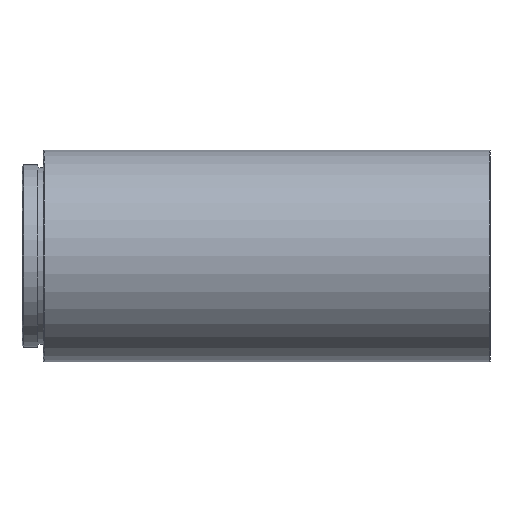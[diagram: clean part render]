
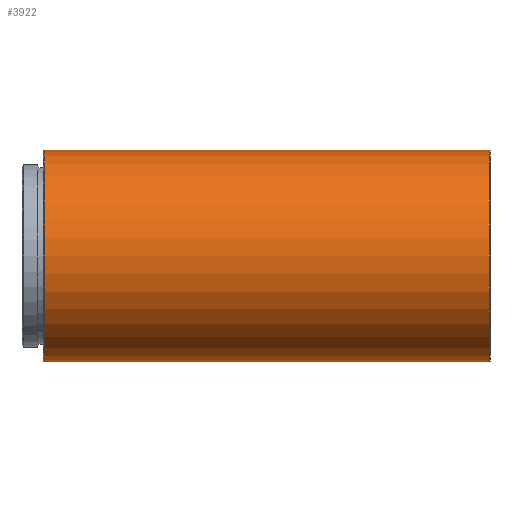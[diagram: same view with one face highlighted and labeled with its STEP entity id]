
A CAD part, front view. The second image highlights one B-rep face of the part: STEP entity #3922.
In plain terms, the highlighted cylindrical face has radius 15.24 mm (diameter 30.48 mm), a partial arc.
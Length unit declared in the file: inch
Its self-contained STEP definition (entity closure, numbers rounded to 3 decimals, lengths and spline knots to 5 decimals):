
#1304 = DIRECTION ( 'NONE',  ( 1., 0., 0. ) ) ;
#3044 = CYLINDRICAL_SURFACE ( 'NONE', #17279, 0.6 ) ;
#3297 = ORIENTED_EDGE ( 'NONE', *, *, #9050, .T. ) ;
#3641 = LINE ( 'NONE', #6575, #10846 ) ;
#3922 = ADVANCED_FACE ( 'NONE', ( #15060 ), #3044, .T. ) ;
#4939 = VECTOR ( 'NONE', #6954, 39.37008 ) ;
#5181 = DIRECTION ( 'NONE',  ( 1., 0., 0. ) ) ;
#5216 = CARTESIAN_POINT ( 'NONE',  ( 2.18634, 1.3348, 2.13161 ) ) ;
#5337 = CIRCLE ( 'NONE', #9465, 0.6 ) ;
#6300 = EDGE_CURVE ( 'NONE', #7048, #10182, #5337, .T. ) ;
#6553 = DIRECTION ( 'NONE',  ( 0., 0., -1. ) ) ;
#6575 = CARTESIAN_POINT ( 'NONE',  ( 2.19134, 1.3348, 1.53161 ) ) ;
#6656 = ORIENTED_EDGE ( 'NONE', *, *, #11111, .F. ) ;
#6954 = DIRECTION ( 'NONE',  ( 1., 0., 0. ) ) ;
#7048 = VERTEX_POINT ( 'NONE', #11168 ) ;
#8932 = AXIS2_PLACEMENT_3D ( 'NONE', #9278, #1304, #10665 ) ;
#9050 = EDGE_CURVE ( 'NONE', #14341, #12280, #12323, .T. ) ;
#9278 = CARTESIAN_POINT ( 'NONE',  ( -0.33366, 1.3348, 2.13161 ) ) ;
#9465 = AXIS2_PLACEMENT_3D ( 'NONE', #5216, #14648, #6553 ) ;
#10182 = VERTEX_POINT ( 'NONE', #15130 ) ;
#10371 = DIRECTION ( 'NONE',  ( 0., 0., -1. ) ) ;
#10665 = DIRECTION ( 'NONE',  ( 0., 0., 1. ) ) ;
#10846 = VECTOR ( 'NONE', #5181, 39.37008 ) ;
#11111 = EDGE_CURVE ( 'NONE', #14341, #10182, #12168, .T. ) ;
#11168 = CARTESIAN_POINT ( 'NONE',  ( 2.18634, 1.3348, 1.53161 ) ) ;
#12168 = LINE ( 'NONE', #16355, #4939 ) ;
#12201 = EDGE_LOOP ( 'NONE', ( #6656, #3297, #15667, #12623 ) ) ;
#12280 = VERTEX_POINT ( 'NONE', #17298 ) ;
#12323 = CIRCLE ( 'NONE', #8932, 0.6 ) ;
#12352 = DIRECTION ( 'NONE',  ( 1., 0., 0. ) ) ;
#12572 = CARTESIAN_POINT ( 'NONE',  ( 2.19134, 1.3348, 2.13161 ) ) ;
#12623 = ORIENTED_EDGE ( 'NONE', *, *, #6300, .T. ) ;
#13465 = EDGE_CURVE ( 'NONE', #12280, #7048, #3641, .T. ) ;
#14341 = VERTEX_POINT ( 'NONE', #17361 ) ;
#14648 = DIRECTION ( 'NONE',  ( -1., 0., 0. ) ) ;
#15060 = FACE_OUTER_BOUND ( 'NONE', #12201, .T. ) ;
#15130 = CARTESIAN_POINT ( 'NONE',  ( 2.18634, 1.3348, 2.73161 ) ) ;
#15667 = ORIENTED_EDGE ( 'NONE', *, *, #13465, .T. ) ;
#16355 = CARTESIAN_POINT ( 'NONE',  ( 2.19134, 1.3348, 2.73161 ) ) ;
#17279 = AXIS2_PLACEMENT_3D ( 'NONE', #12572, #12352, #10371 ) ;
#17298 = CARTESIAN_POINT ( 'NONE',  ( -0.33366, 1.3348, 1.53161 ) ) ;
#17361 = CARTESIAN_POINT ( 'NONE',  ( -0.33366, 1.3348, 2.73161 ) ) ;
